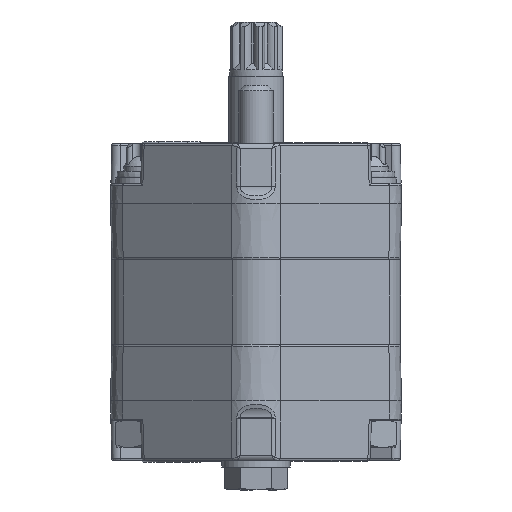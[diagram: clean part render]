
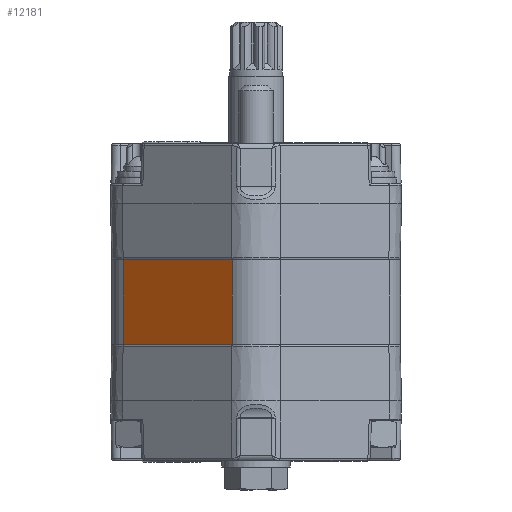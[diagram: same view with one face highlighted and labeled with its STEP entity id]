
A CAD part, front view. The second image highlights one B-rep face of the part: STEP entity #12181.
In plain terms, the highlighted planar face has unit normal (-0.649, -0.761, 0).
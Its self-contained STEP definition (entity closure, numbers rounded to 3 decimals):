
#569 = VECTOR ( 'NONE', #27253, 1000. ) ;
#2201 = CARTESIAN_POINT ( 'NONE',  ( -5.563, -44.927, -27. ) ) ;
#3165 = EDGE_CURVE ( 'NONE', #6889, #24173, #11892, .T. ) ;
#3703 = DIRECTION ( 'NONE',  ( -0.761, 0.649, 0. ) ) ;
#4167 = DIRECTION ( 'NONE',  ( -0.649, -0.761, 0. ) ) ;
#4210 = CARTESIAN_POINT ( 'NONE',  ( -5.563, -44.927, -46.711 ) ) ;
#6084 = CARTESIAN_POINT ( 'NONE',  ( -5.563, -44.927, -26.681 ) ) ;
#6889 = VERTEX_POINT ( 'NONE', #30187 ) ;
#7006 = CARTESIAN_POINT ( 'NONE',  ( -5.563, -44.927, -46.711 ) ) ;
#7178 = EDGE_CURVE ( 'NONE', #24173, #17346, #15780, .T. ) ;
#7493 = LINE ( 'NONE', #8444, #14706 ) ;
#8068 = DIRECTION ( 'NONE',  ( -0.761, 0.649, 0. ) ) ;
#8444 = CARTESIAN_POINT ( 'NONE',  ( -30.914, -23.326, -26.681 ) ) ;
#8708 = VERTEX_POINT ( 'NONE', #13682 ) ;
#8877 = VECTOR ( 'NONE', #12051, 1000. ) ;
#9920 = CARTESIAN_POINT ( 'NONE',  ( -5.563, -44.927, -27. ) ) ;
#11118 = ORIENTED_EDGE ( 'NONE', *, *, #7178, .F. ) ;
#11892 = LINE ( 'NONE', #2201, #8877 ) ;
#12051 = DIRECTION ( 'NONE',  ( 0.761, -0.649, 0. ) ) ;
#12181 = ADVANCED_FACE ( 'NONE', ( #13051 ), #30944, .T. ) ;
#12906 = AXIS2_PLACEMENT_3D ( 'NONE', #18871, #4167, #3703 ) ;
#13051 = FACE_OUTER_BOUND ( 'NONE', #29217, .T. ) ;
#13422 = EDGE_CURVE ( 'NONE', #17346, #8708, #31521, .T. ) ;
#13682 = CARTESIAN_POINT ( 'NONE',  ( -30.914, -23.326, -46.711 ) ) ;
#14177 = ORIENTED_EDGE ( 'NONE', *, *, #3165, .F. ) ;
#14706 = VECTOR ( 'NONE', #30677, 1000. ) ;
#15611 = EDGE_CURVE ( 'NONE', #6889, #8708, #7493, .T. ) ;
#15780 = LINE ( 'NONE', #6084, #569 ) ;
#17346 = VERTEX_POINT ( 'NONE', #4210 ) ;
#17562 = VECTOR ( 'NONE', #8068, 1000. ) ;
#18871 = CARTESIAN_POINT ( 'NONE',  ( -5.563, -44.927, -26.681 ) ) ;
#24173 = VERTEX_POINT ( 'NONE', #9920 ) ;
#27253 = DIRECTION ( 'NONE',  ( 0., 0., -1. ) ) ;
#29217 = EDGE_LOOP ( 'NONE', ( #14177, #31012, #30721, #11118 ) ) ;
#30187 = CARTESIAN_POINT ( 'NONE',  ( -30.914, -23.326, -27. ) ) ;
#30677 = DIRECTION ( 'NONE',  ( 0., 0., -1. ) ) ;
#30721 = ORIENTED_EDGE ( 'NONE', *, *, #13422, .F. ) ;
#30944 = PLANE ( 'NONE',  #12906 ) ;
#31012 = ORIENTED_EDGE ( 'NONE', *, *, #15611, .T. ) ;
#31521 = LINE ( 'NONE', #7006, #17562 ) ;
